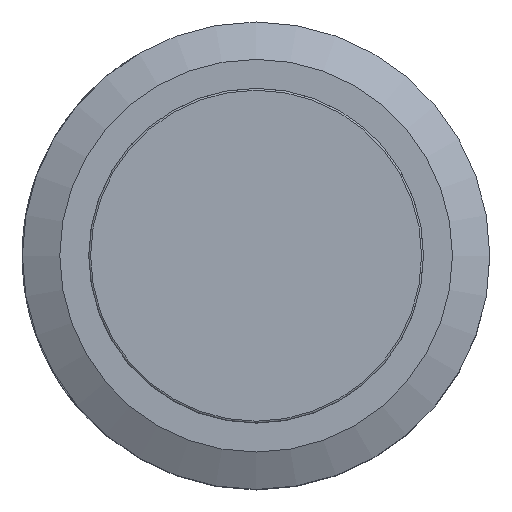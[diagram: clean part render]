
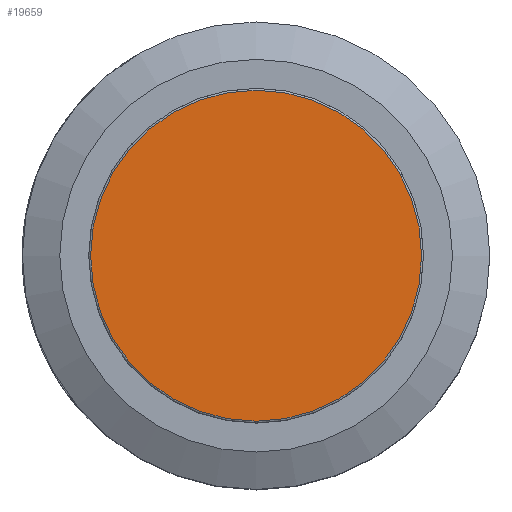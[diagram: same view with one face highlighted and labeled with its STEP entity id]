
A CAD part, top view. The second image highlights one B-rep face of the part: STEP entity #19659.
In plain terms, the highlighted planar face has unit normal (0, 0, 1).
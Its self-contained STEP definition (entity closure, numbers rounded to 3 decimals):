
#5681=FACE_OUTER_BOUND('',#6771,.T.);
#6771=EDGE_LOOP('',(#17914,#17915));
#7282=CIRCLE('',#21106,8.85);
#7286=CIRCLE('',#21110,8.85);
#9214=VERTEX_POINT('',#37189);
#9215=VERTEX_POINT('',#37190);
#12112=EDGE_CURVE('',#9214,#9215,#7282,.T.);
#12116=EDGE_CURVE('',#9215,#9214,#7286,.T.);
#17914=ORIENTED_EDGE('',*,*,#12112,.F.);
#17915=ORIENTED_EDGE('',*,*,#12116,.F.);
#18645=PLANE('',#21114);
#19659=ADVANCED_FACE('',(#5681),#18645,.T.);
#21106=AXIS2_PLACEMENT_3D('',#37191,#25868,#25869);
#21110=AXIS2_PLACEMENT_3D('',#37197,#25876,#25877);
#21114=AXIS2_PLACEMENT_3D('',#37204,#25885,#25886);
#25868=DIRECTION('center_axis',(0.,0.,
-1.));
#25869=DIRECTION('ref_axis',(1.,0.,0.));
#25876=DIRECTION('center_axis',(0.,0.,
-1.));
#25877=DIRECTION('ref_axis',(1.,0.,0.));
#25885=DIRECTION('center_axis',(0.,0.,
1.));
#25886=DIRECTION('ref_axis',(-1.,0.,0.));
#37189=CARTESIAN_POINT('',(-7.23,-0.125,-8.81));
#37190=CARTESIAN_POINT('',(10.47,-0.125,-8.81));
#37191=CARTESIAN_POINT('Origin',(1.62,-0.125,-8.81));
#37197=CARTESIAN_POINT('Origin',(1.62,-0.125,-8.81));
#37204=CARTESIAN_POINT('Origin',(1.62,-0.125,-8.81));
